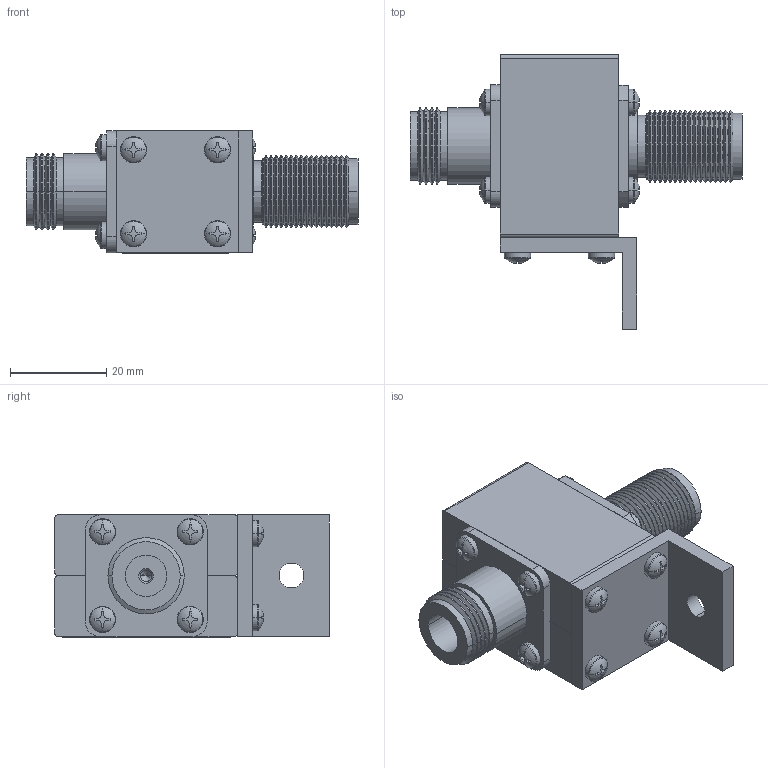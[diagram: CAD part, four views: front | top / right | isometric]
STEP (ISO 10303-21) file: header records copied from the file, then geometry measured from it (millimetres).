
FILE_DESCRIPTION (( 'STEP AP214' ), '1' );
FILE_NAME ('IS-B50LN-C0.STEP', '2019-07-30T21:04:48', ( '' ), ( '' ), 'SwSTEP 2.0', 'SolidWorks 2019', '' );
FILE_SCHEMA (( 'AUTOMOTIVE_DESIGN' ));
Length unit declared in the file: inch
Products named in the file (14): 5210-0018; Solder_6040-0016; IS-B50LN-C0; 7020-0073; 5330-001; 2011-6101-01; 1081-0251-05; 2011-6100; Solder_2600-166; 5100-0002; MFGTDI-043^9040-0592; 9040-0592; 9040-0594; 2011-6100-02
Assembly tree (21 placements, depth 4):
  Solder_6040-0016
  IS-B50LN-C0
    5210-0018
    5100-0002
    7020-0073
    2011-6101-01
    9040-0592
      2011-6100-02
        2011-6100
    9040-0594
      5330-001
    1081-0251-05  x12
  Solder_2600-166
  MFGTDI-043^9040-0592
Bounding box: 69.09 x 57.15 x 25.53 mm (x, y, z)
Volume: 30737.2 mm3; surface area: 20886.3 mm2
Topology: 18 solids, 18 shells, 2714 faces, 6597 edges, 3999 vertices
Faces by surface type: plane 1129, cone 718, cylinder 645, bspline 170, torus 52
Entity records: 68762 total; most frequent: CARTESIAN_POINT 17850, ORIENTED_EDGE 8086, DIRECTION 7062, EDGE_CURVE 4043, LINE 3030, VECTOR 3030, VERTEX_POINT 2602, AXIS2_PLACEMENT_3D 2016
